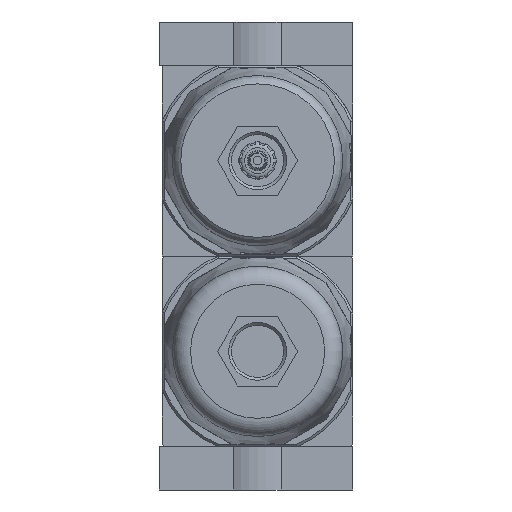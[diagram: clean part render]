
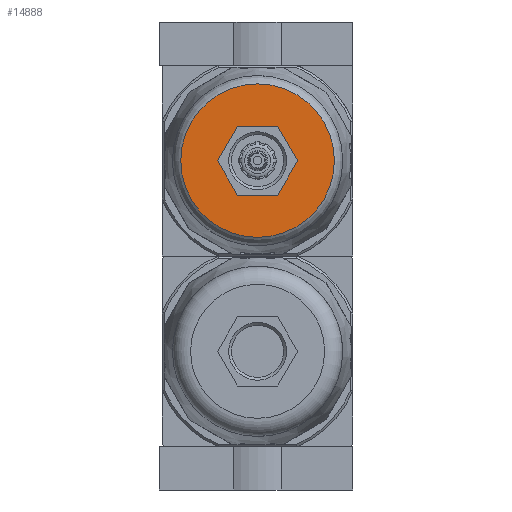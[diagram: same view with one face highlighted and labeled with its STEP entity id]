
A CAD part, front view. The second image highlights one B-rep face of the part: STEP entity #14888.
In plain terms, the highlighted planar face has unit normal (0, -1, 0).
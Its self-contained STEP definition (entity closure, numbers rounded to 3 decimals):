
#1253=CIRCLE('',#20586,26.576);
#3683=ORIENTED_EDGE('',*,*,#6834,.T.);
#3684=ORIENTED_EDGE('',*,*,#6983,.T.);
#3685=ORIENTED_EDGE('',*,*,#6998,.T.);
#3686=ORIENTED_EDGE('',*,*,#6995,.T.);
#3687=ORIENTED_EDGE('',*,*,#6992,.T.);
#3688=ORIENTED_EDGE('',*,*,#6989,.T.);
#3689=ORIENTED_EDGE('',*,*,#6986,.T.);
#6834=EDGE_CURVE('',#8764,#8764,#1253,.F.);
#6983=EDGE_CURVE('',#8847,#8846,#10100,.T.);
#6986=EDGE_CURVE('',#8849,#8847,#10103,.T.);
#6989=EDGE_CURVE('',#8851,#8849,#10106,.T.);
#6992=EDGE_CURVE('',#8853,#8851,#10109,.T.);
#6995=EDGE_CURVE('',#8855,#8853,#10112,.T.);
#6998=EDGE_CURVE('',#8846,#8855,#10115,.T.);
#8764=VERTEX_POINT('',#28165);
#8846=VERTEX_POINT('',#28669);
#8847=VERTEX_POINT('',#28671);
#8849=VERTEX_POINT('',#28677);
#8851=VERTEX_POINT('',#28683);
#8853=VERTEX_POINT('',#28689);
#8855=VERTEX_POINT('',#28695);
#10100=LINE('',#28670,#11102);
#10103=LINE('',#28676,#11105);
#10106=LINE('',#28682,#11108);
#10109=LINE('',#28688,#11111);
#10112=LINE('',#28694,#11114);
#10115=LINE('',#28699,#11117);
#11102=VECTOR('',#23623,1000.);
#11105=VECTOR('',#23628,1000.);
#11108=VECTOR('',#23633,1000.);
#11111=VECTOR('',#23638,1000.);
#11114=VECTOR('',#23643,1000.);
#11117=VECTOR('',#23648,1000.);
#12199=EDGE_LOOP('',(#3683));
#12200=EDGE_LOOP('',(#3684,#3685,#3686,#3687,#3688,#3689));
#13372=FACE_BOUND('',#12199,.T.);
#13373=FACE_BOUND('',#12200,.T.);
#14214=PLANE('',#20683);
#14888=ADVANCED_FACE('',(#13372,#13373),#14214,.F.);
#20586=AXIS2_PLACEMENT_3D('',#28164,#23367,#23368);
#20683=AXIS2_PLACEMENT_3D('',#28700,#23649,#23650);
#23367=DIRECTION('',(0.,1.,0.));
#23368=DIRECTION('',(0.,0.,1.));
#23623=DIRECTION('',(0.,0.,1.));
#23628=DIRECTION('',(-0.866,0.,0.5));
#23633=DIRECTION('',(-0.866,0.,-0.5));
#23638=DIRECTION('',(0.,0.,-1.));
#23643=DIRECTION('',(0.866,0.,-0.5));
#23648=DIRECTION('',(0.866,0.,0.5));
#23649=DIRECTION('',(0.,1.,0.));
#23650=DIRECTION('',(0.,0.,1.));
#28164=CARTESIAN_POINT('',(0.,-164.,0.));
#28165=CARTESIAN_POINT('',(0.,-164.,26.576));
#28669=CARTESIAN_POINT('',(-12.,-164.,6.928));
#28670=CARTESIAN_POINT('',(-12.,-164.,-6.928));
#28671=CARTESIAN_POINT('',(-12.,-164.,-6.928));
#28676=CARTESIAN_POINT('',(0.,-164.,-13.856));
#28677=CARTESIAN_POINT('',(0.,-164.,-13.856));
#28682=CARTESIAN_POINT('',(12.,-164.,-6.928));
#28683=CARTESIAN_POINT('',(12.,-164.,-6.928));
#28688=CARTESIAN_POINT('',(12.,-164.,6.928));
#28689=CARTESIAN_POINT('',(12.,-164.,6.928));
#28694=CARTESIAN_POINT('',(0.,-164.,13.856));
#28695=CARTESIAN_POINT('',(0.,-164.,13.856));
#28699=CARTESIAN_POINT('',(-12.,-164.,6.928));
#28700=CARTESIAN_POINT('',(0.,-164.,0.));
